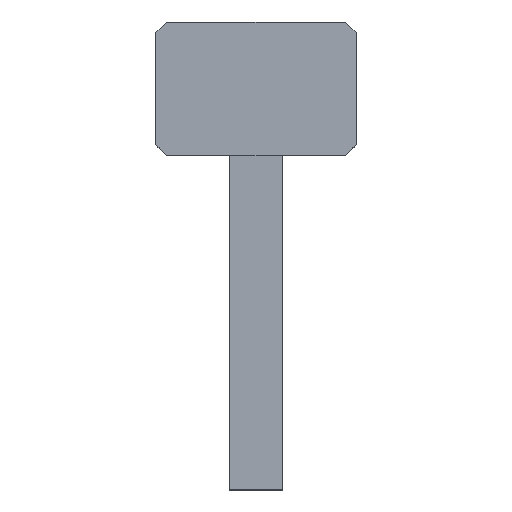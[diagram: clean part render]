
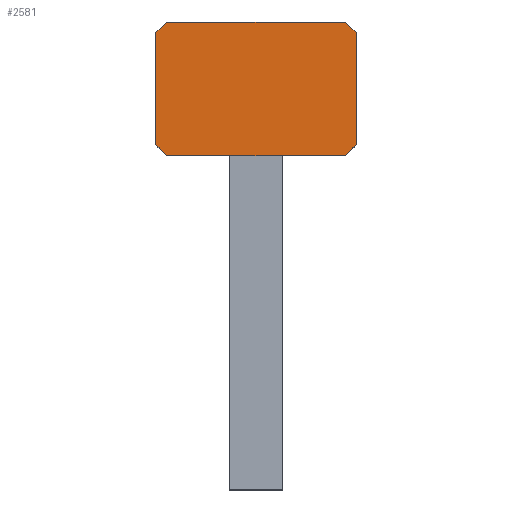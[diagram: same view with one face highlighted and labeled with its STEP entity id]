
A CAD part, top view. The second image highlights one B-rep face of the part: STEP entity #2581.
In plain terms, the highlighted planar face has unit normal (0, 0, 1).
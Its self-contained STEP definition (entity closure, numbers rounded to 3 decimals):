
#1968 = VERTEX_POINT('',#1969);
#1969 = CARTESIAN_POINT('',(-5348.104,5795.628,0.));
#1978 = PLANE('',#1979);
#1979 = AXIS2_PLACEMENT_3D('',#1980,#1981,#1982);
#1980 = CARTESIAN_POINT('',(-5348.104,5795.628,0.));
#1981 = DIRECTION('',(0.707,-0.707,0.));
#1982 = DIRECTION('',(0.707,0.707,0.));
#1990 = PLANE('',#1991);
#1991 = AXIS2_PLACEMENT_3D('',#1992,#1993,#1994);
#1992 = CARTESIAN_POINT('',(-5348.104,5712.061,0.));
#1993 = DIRECTION('',(1.,-0.,0.));
#1994 = DIRECTION('',(0.,1.,0.));
#2031 = VERTEX_POINT('',#2032);
#2032 = CARTESIAN_POINT('',(-5339.888,5803.844,0.));
#2046 = PLANE('',#2047);
#2047 = AXIS2_PLACEMENT_3D('',#2048,#2049,#2050);
#2048 = CARTESIAN_POINT('',(-5339.888,5803.844,0.));
#2049 = DIRECTION('',(0.,-1.,0.));
#2050 = DIRECTION('',(1.,0.,0.));
#2058 = EDGE_CURVE('',#1968,#2031,#2059,.T.);
#2059 = SURFACE_CURVE('',#2060,(#2064,#2071),.PCURVE_S1.);
#2060 = LINE('',#2061,#2062);
#2061 = CARTESIAN_POINT('',(-5348.104,5795.628,0.));
#2062 = VECTOR('',#2063,1.);
#2063 = DIRECTION('',(0.707,0.707,0.));
#2064 = PCURVE('',#1978,#2065);
#2065 = DEFINITIONAL_REPRESENTATION('',(#2066),#2070);
#2066 = LINE('',#2067,#2068);
#2067 = CARTESIAN_POINT('',(0.,0.));
#2068 = VECTOR('',#2069,1.);
#2069 = DIRECTION('',(1.,0.));
#2070 = ( GEOMETRIC_REPRESENTATION_CONTEXT(2) 
PARAMETRIC_REPRESENTATION_CONTEXT() REPRESENTATION_CONTEXT('2D SPACE',''
  ) );
#2071 = PCURVE('',#2072,#2077);
#2072 = PLANE('',#2073);
#2073 = AXIS2_PLACEMENT_3D('',#2074,#2075,#2076);
#2074 = CARTESIAN_POINT('',(-5273.104,5753.844,0.));
#2075 = DIRECTION('',(-0.,-0.,-1.));
#2076 = DIRECTION('',(-1.,0.,0.));
#2077 = DEFINITIONAL_REPRESENTATION('',(#2078),#2082);
#2078 = LINE('',#2079,#2080);
#2079 = CARTESIAN_POINT('',(75.,41.784));
#2080 = VECTOR('',#2081,1.);
#2081 = DIRECTION('',(-0.707,0.707));
#2082 = ( GEOMETRIC_REPRESENTATION_CONTEXT(2) 
PARAMETRIC_REPRESENTATION_CONTEXT() REPRESENTATION_CONTEXT('2D SPACE',''
  ) );
#2112 = VERTEX_POINT('',#2113);
#2113 = CARTESIAN_POINT('',(-5206.321,5803.844,0.));
#2127 = PLANE('',#2128);
#2128 = AXIS2_PLACEMENT_3D('',#2129,#2130,#2131);
#2129 = CARTESIAN_POINT('',(-5206.321,5803.844,0.));
#2130 = DIRECTION('',(-0.707,-0.707,-0.));
#2131 = DIRECTION('',(0.707,-0.707,0.));
#2139 = EDGE_CURVE('',#2031,#2112,#2140,.T.);
#2140 = SURFACE_CURVE('',#2141,(#2145,#2152),.PCURVE_S1.);
#2141 = LINE('',#2142,#2143);
#2142 = CARTESIAN_POINT('',(-5339.888,5803.844,0.));
#2143 = VECTOR('',#2144,1.);
#2144 = DIRECTION('',(1.,0.,0.));
#2145 = PCURVE('',#2046,#2146);
#2146 = DEFINITIONAL_REPRESENTATION('',(#2147),#2151);
#2147 = LINE('',#2148,#2149);
#2148 = CARTESIAN_POINT('',(0.,0.));
#2149 = VECTOR('',#2150,1.);
#2150 = DIRECTION('',(1.,0.));
#2151 = ( GEOMETRIC_REPRESENTATION_CONTEXT(2) 
PARAMETRIC_REPRESENTATION_CONTEXT() REPRESENTATION_CONTEXT('2D SPACE',''
  ) );
#2152 = PCURVE('',#2072,#2153);
#2153 = DEFINITIONAL_REPRESENTATION('',(#2154),#2158);
#2154 = LINE('',#2155,#2156);
#2155 = CARTESIAN_POINT('',(66.784,50.));
#2156 = VECTOR('',#2157,1.);
#2157 = DIRECTION('',(-1.,0.));
#2158 = ( GEOMETRIC_REPRESENTATION_CONTEXT(2) 
PARAMETRIC_REPRESENTATION_CONTEXT() REPRESENTATION_CONTEXT('2D SPACE',''
  ) );
#2188 = VERTEX_POINT('',#2189);
#2189 = CARTESIAN_POINT('',(-5198.104,5795.628,0.));
#2203 = PLANE('',#2204);
#2204 = AXIS2_PLACEMENT_3D('',#2205,#2206,#2207);
#2205 = CARTESIAN_POINT('',(-5198.104,5795.628,0.));
#2206 = DIRECTION('',(-1.,-0.,-0.));
#2207 = DIRECTION('',(0.,-1.,0.));
#2215 = EDGE_CURVE('',#2112,#2188,#2216,.T.);
#2216 = SURFACE_CURVE('',#2217,(#2221,#2228),.PCURVE_S1.);
#2217 = LINE('',#2218,#2219);
#2218 = CARTESIAN_POINT('',(-5206.321,5803.844,0.));
#2219 = VECTOR('',#2220,1.);
#2220 = DIRECTION('',(0.707,-0.707,0.));
#2221 = PCURVE('',#2127,#2222);
#2222 = DEFINITIONAL_REPRESENTATION('',(#2223),#2227);
#2223 = LINE('',#2224,#2225);
#2224 = CARTESIAN_POINT('',(0.,0.));
#2225 = VECTOR('',#2226,1.);
#2226 = DIRECTION('',(1.,0.));
#2227 = ( GEOMETRIC_REPRESENTATION_CONTEXT(2) 
PARAMETRIC_REPRESENTATION_CONTEXT() REPRESENTATION_CONTEXT('2D SPACE',''
  ) );
#2228 = PCURVE('',#2072,#2229);
#2229 = DEFINITIONAL_REPRESENTATION('',(#2230),#2234);
#2230 = LINE('',#2231,#2232);
#2231 = CARTESIAN_POINT('',(-66.784,50.));
#2232 = VECTOR('',#2233,1.);
#2233 = DIRECTION('',(-0.707,-0.707));
#2234 = ( GEOMETRIC_REPRESENTATION_CONTEXT(2) 
PARAMETRIC_REPRESENTATION_CONTEXT() REPRESENTATION_CONTEXT('2D SPACE',''
  ) );
#2264 = VERTEX_POINT('',#2265);
#2265 = CARTESIAN_POINT('',(-5198.104,5712.061,0.));
#2279 = PLANE('',#2280);
#2280 = AXIS2_PLACEMENT_3D('',#2281,#2282,#2283);
#2281 = CARTESIAN_POINT('',(-5198.104,5712.061,0.));
#2282 = DIRECTION('',(-0.707,0.707,0.));
#2283 = DIRECTION('',(-0.707,-0.707,0.));
#2291 = EDGE_CURVE('',#2188,#2264,#2292,.T.);
#2292 = SURFACE_CURVE('',#2293,(#2297,#2304),.PCURVE_S1.);
#2293 = LINE('',#2294,#2295);
#2294 = CARTESIAN_POINT('',(-5198.104,5795.628,0.));
#2295 = VECTOR('',#2296,1.);
#2296 = DIRECTION('',(0.,-1.,0.));
#2297 = PCURVE('',#2203,#2298);
#2298 = DEFINITIONAL_REPRESENTATION('',(#2299),#2303);
#2299 = LINE('',#2300,#2301);
#2300 = CARTESIAN_POINT('',(0.,0.));
#2301 = VECTOR('',#2302,1.);
#2302 = DIRECTION('',(1.,0.));
#2303 = ( GEOMETRIC_REPRESENTATION_CONTEXT(2) 
PARAMETRIC_REPRESENTATION_CONTEXT() REPRESENTATION_CONTEXT('2D SPACE',''
  ) );
#2304 = PCURVE('',#2072,#2305);
#2305 = DEFINITIONAL_REPRESENTATION('',(#2306),#2310);
#2306 = LINE('',#2307,#2308);
#2307 = CARTESIAN_POINT('',(-75.,41.784));
#2308 = VECTOR('',#2309,1.);
#2309 = DIRECTION('',(0.,-1.));
#2310 = ( GEOMETRIC_REPRESENTATION_CONTEXT(2) 
PARAMETRIC_REPRESENTATION_CONTEXT() REPRESENTATION_CONTEXT('2D SPACE',''
  ) );
#2340 = VERTEX_POINT('',#2341);
#2341 = CARTESIAN_POINT('',(-5206.321,5703.844,0.));
#2355 = PLANE('',#2356);
#2356 = AXIS2_PLACEMENT_3D('',#2357,#2358,#2359);
#2357 = CARTESIAN_POINT('',(-5206.321,5703.844,0.));
#2358 = DIRECTION('',(0.,1.,0.));
#2359 = DIRECTION('',(-1.,0.,0.));
#2367 = EDGE_CURVE('',#2264,#2340,#2368,.T.);
#2368 = SURFACE_CURVE('',#2369,(#2373,#2380),.PCURVE_S1.);
#2369 = LINE('',#2370,#2371);
#2370 = CARTESIAN_POINT('',(-5198.104,5712.061,0.));
#2371 = VECTOR('',#2372,1.);
#2372 = DIRECTION('',(-0.707,-0.707,0.));
#2373 = PCURVE('',#2279,#2374);
#2374 = DEFINITIONAL_REPRESENTATION('',(#2375),#2379);
#2375 = LINE('',#2376,#2377);
#2376 = CARTESIAN_POINT('',(0.,0.));
#2377 = VECTOR('',#2378,1.);
#2378 = DIRECTION('',(1.,0.));
#2379 = ( GEOMETRIC_REPRESENTATION_CONTEXT(2) 
PARAMETRIC_REPRESENTATION_CONTEXT() REPRESENTATION_CONTEXT('2D SPACE',''
  ) );
#2380 = PCURVE('',#2072,#2381);
#2381 = DEFINITIONAL_REPRESENTATION('',(#2382),#2386);
#2382 = LINE('',#2383,#2384);
#2383 = CARTESIAN_POINT('',(-75.,-41.784));
#2384 = VECTOR('',#2385,1.);
#2385 = DIRECTION('',(0.707,-0.707));
#2386 = ( GEOMETRIC_REPRESENTATION_CONTEXT(2) 
PARAMETRIC_REPRESENTATION_CONTEXT() REPRESENTATION_CONTEXT('2D SPACE',''
  ) );
#2416 = VERTEX_POINT('',#2417);
#2417 = CARTESIAN_POINT('',(-5339.888,5703.844,0.));
#2431 = PLANE('',#2432);
#2432 = AXIS2_PLACEMENT_3D('',#2433,#2434,#2435);
#2433 = CARTESIAN_POINT('',(-5339.888,5703.844,0.));
#2434 = DIRECTION('',(0.707,0.707,0.));
#2435 = DIRECTION('',(-0.707,0.707,0.));
#2443 = EDGE_CURVE('',#2340,#2416,#2444,.T.);
#2444 = SURFACE_CURVE('',#2445,(#2449,#2456),.PCURVE_S1.);
#2445 = LINE('',#2446,#2447);
#2446 = CARTESIAN_POINT('',(-5206.321,5703.844,0.));
#2447 = VECTOR('',#2448,1.);
#2448 = DIRECTION('',(-1.,0.,0.));
#2449 = PCURVE('',#2355,#2450);
#2450 = DEFINITIONAL_REPRESENTATION('',(#2451),#2455);
#2451 = LINE('',#2452,#2453);
#2452 = CARTESIAN_POINT('',(0.,0.));
#2453 = VECTOR('',#2454,1.);
#2454 = DIRECTION('',(1.,0.));
#2455 = ( GEOMETRIC_REPRESENTATION_CONTEXT(2) 
PARAMETRIC_REPRESENTATION_CONTEXT() REPRESENTATION_CONTEXT('2D SPACE',''
  ) );
#2456 = PCURVE('',#2072,#2457);
#2457 = DEFINITIONAL_REPRESENTATION('',(#2458),#2462);
#2458 = LINE('',#2459,#2460);
#2459 = CARTESIAN_POINT('',(-66.784,-50.));
#2460 = VECTOR('',#2461,1.);
#2461 = DIRECTION('',(1.,0.));
#2462 = ( GEOMETRIC_REPRESENTATION_CONTEXT(2) 
PARAMETRIC_REPRESENTATION_CONTEXT() REPRESENTATION_CONTEXT('2D SPACE',''
  ) );
#2492 = VERTEX_POINT('',#2493);
#2493 = CARTESIAN_POINT('',(-5348.104,5712.061,0.));
#2514 = EDGE_CURVE('',#2416,#2492,#2515,.T.);
#2515 = SURFACE_CURVE('',#2516,(#2520,#2527),.PCURVE_S1.);
#2516 = LINE('',#2517,#2518);
#2517 = CARTESIAN_POINT('',(-5339.888,5703.844,0.));
#2518 = VECTOR('',#2519,1.);
#2519 = DIRECTION('',(-0.707,0.707,0.));
#2520 = PCURVE('',#2431,#2521);
#2521 = DEFINITIONAL_REPRESENTATION('',(#2522),#2526);
#2522 = LINE('',#2523,#2524);
#2523 = CARTESIAN_POINT('',(0.,0.));
#2524 = VECTOR('',#2525,1.);
#2525 = DIRECTION('',(1.,0.));
#2526 = ( GEOMETRIC_REPRESENTATION_CONTEXT(2) 
PARAMETRIC_REPRESENTATION_CONTEXT() REPRESENTATION_CONTEXT('2D SPACE',''
  ) );
#2527 = PCURVE('',#2072,#2528);
#2528 = DEFINITIONAL_REPRESENTATION('',(#2529),#2533);
#2529 = LINE('',#2530,#2531);
#2530 = CARTESIAN_POINT('',(66.784,-50.));
#2531 = VECTOR('',#2532,1.);
#2532 = DIRECTION('',(0.707,0.707));
#2533 = ( GEOMETRIC_REPRESENTATION_CONTEXT(2) 
PARAMETRIC_REPRESENTATION_CONTEXT() REPRESENTATION_CONTEXT('2D SPACE',''
  ) );
#2561 = EDGE_CURVE('',#2492,#1968,#2562,.T.);
#2562 = SURFACE_CURVE('',#2563,(#2567,#2574),.PCURVE_S1.);
#2563 = LINE('',#2564,#2565);
#2564 = CARTESIAN_POINT('',(-5348.104,5712.061,0.));
#2565 = VECTOR('',#2566,1.);
#2566 = DIRECTION('',(0.,1.,0.));
#2567 = PCURVE('',#1990,#2568);
#2568 = DEFINITIONAL_REPRESENTATION('',(#2569),#2573);
#2569 = LINE('',#2570,#2571);
#2570 = CARTESIAN_POINT('',(0.,0.));
#2571 = VECTOR('',#2572,1.);
#2572 = DIRECTION('',(1.,0.));
#2573 = ( GEOMETRIC_REPRESENTATION_CONTEXT(2) 
PARAMETRIC_REPRESENTATION_CONTEXT() REPRESENTATION_CONTEXT('2D SPACE',''
  ) );
#2574 = PCURVE('',#2072,#2575);
#2575 = DEFINITIONAL_REPRESENTATION('',(#2576),#2580);
#2576 = LINE('',#2577,#2578);
#2577 = CARTESIAN_POINT('',(75.,-41.784));
#2578 = VECTOR('',#2579,1.);
#2579 = DIRECTION('',(0.,1.));
#2580 = ( GEOMETRIC_REPRESENTATION_CONTEXT(2) 
PARAMETRIC_REPRESENTATION_CONTEXT() REPRESENTATION_CONTEXT('2D SPACE',''
  ) );
#2581 = ADVANCED_FACE('',(#2582),#2072,.F.);
#2582 = FACE_BOUND('',#2583,.F.);
#2583 = EDGE_LOOP('',(#2584,#2585,#2586,#2587,#2588,#2589,#2590,#2591));
#2584 = ORIENTED_EDGE('',*,*,#2058,.T.);
#2585 = ORIENTED_EDGE('',*,*,#2139,.T.);
#2586 = ORIENTED_EDGE('',*,*,#2215,.T.);
#2587 = ORIENTED_EDGE('',*,*,#2291,.T.);
#2588 = ORIENTED_EDGE('',*,*,#2367,.T.);
#2589 = ORIENTED_EDGE('',*,*,#2443,.T.);
#2590 = ORIENTED_EDGE('',*,*,#2514,.T.);
#2591 = ORIENTED_EDGE('',*,*,#2561,.T.);
